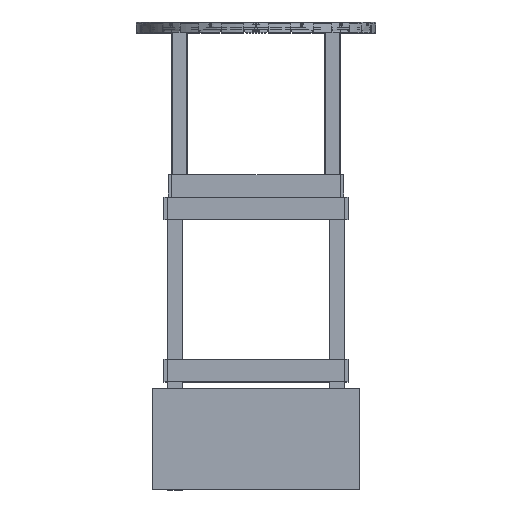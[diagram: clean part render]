
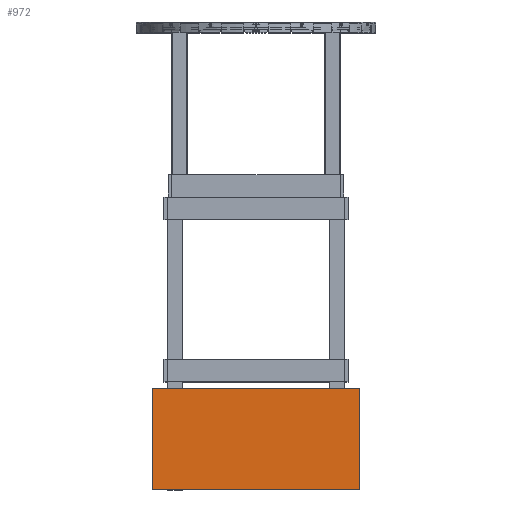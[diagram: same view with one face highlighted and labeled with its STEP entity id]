
A CAD part, top view. The second image highlights one B-rep face of the part: STEP entity #972.
In plain terms, the highlighted face is planar.
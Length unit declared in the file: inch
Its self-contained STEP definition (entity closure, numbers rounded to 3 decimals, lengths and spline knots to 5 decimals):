
#471 = EDGE_CURVE ( 'NONE', #16763, #11707, #30118, .T. ) ;
#584 = EDGE_LOOP ( 'NONE', ( #3491, #28700, #23594, #23958 ) ) ;
#628 = VECTOR ( 'NONE', #22148, 39.37008 ) ;
#972 = ADVANCED_FACE ( 'NONE', ( #16648 ), #16337, .F. ) ;
#1631 = CARTESIAN_POINT ( 'NONE',  ( 23.0625, 0., 0. ) ) ;
#3491 = ORIENTED_EDGE ( 'NONE', *, *, #21240, .F. ) ;
#3750 = EDGE_CURVE ( 'NONE', #28000, #12422, #21156, .T. ) ;
#3808 = VECTOR ( 'NONE', #6438, 39.37008 ) ;
#4726 = DIRECTION ( 'NONE',  ( 0., -1., 0. ) ) ;
#6438 = DIRECTION ( 'NONE',  ( 1., 0., 0. ) ) ;
#7801 = VECTOR ( 'NONE', #15428, 39.37008 ) ;
#8430 = CARTESIAN_POINT ( 'NONE',  ( 23.0625, 22.5, 0. ) ) ;
#11355 = VECTOR ( 'NONE', #4726, 39.37008 ) ;
#11707 = VERTEX_POINT ( 'NONE', #28939 ) ;
#12422 = VERTEX_POINT ( 'NONE', #27883 ) ;
#14093 = LINE ( 'NONE', #21846, #628 ) ;
#14241 = DIRECTION ( 'NONE',  ( 0., 0., 1. ) ) ;
#15428 = DIRECTION ( 'NONE',  ( -1., 0., 0. ) ) ;
#16337 = PLANE ( 'NONE',  #29489 ) ;
#16648 = FACE_OUTER_BOUND ( 'NONE', #584, .T. ) ;
#16763 = VERTEX_POINT ( 'NONE', #8430 ) ;
#17867 = CARTESIAN_POINT ( 'NONE',  ( 23.0625, 22.5, 0. ) ) ;
#21156 = LINE ( 'NONE', #1631, #3808 ) ;
#21240 = EDGE_CURVE ( 'NONE', #12422, #16763, #14093, .T. ) ;
#21531 = LINE ( 'NONE', #21691, #11355 ) ;
#21691 = CARTESIAN_POINT ( 'NONE',  ( -23.0625, 0., 0. ) ) ;
#21846 = CARTESIAN_POINT ( 'NONE',  ( 23.0625, 0., 0. ) ) ;
#22148 = DIRECTION ( 'NONE',  ( 0., 1., 0. ) ) ;
#23187 = CARTESIAN_POINT ( 'NONE',  ( -23.0625, 0., 0. ) ) ;
#23594 = ORIENTED_EDGE ( 'NONE', *, *, #26726, .F. ) ;
#23904 = CARTESIAN_POINT ( 'NONE',  ( 0., 0., 0. ) ) ;
#23958 = ORIENTED_EDGE ( 'NONE', *, *, #471, .F. ) ;
#26508 = DIRECTION ( 'NONE',  ( 1., 0., 0. ) ) ;
#26726 = EDGE_CURVE ( 'NONE', #11707, #28000, #21531, .T. ) ;
#27883 = CARTESIAN_POINT ( 'NONE',  ( 23.0625, 0., 0. ) ) ;
#28000 = VERTEX_POINT ( 'NONE', #23187 ) ;
#28700 = ORIENTED_EDGE ( 'NONE', *, *, #3750, .F. ) ;
#28939 = CARTESIAN_POINT ( 'NONE',  ( -23.0625, 22.5, 0. ) ) ;
#29489 = AXIS2_PLACEMENT_3D ( 'NONE', #23904, #14241, #26508 ) ;
#30118 = LINE ( 'NONE', #17867, #7801 ) ;
